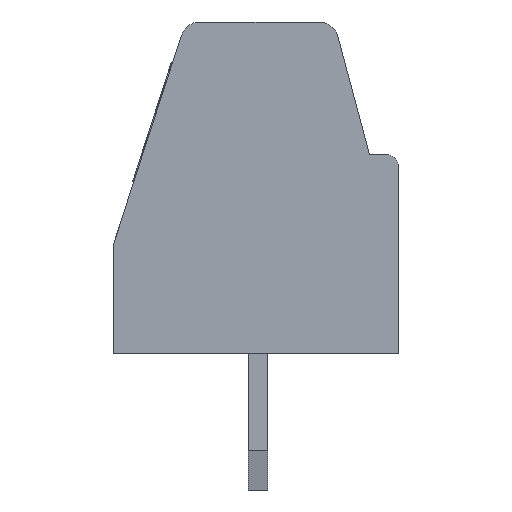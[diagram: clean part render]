
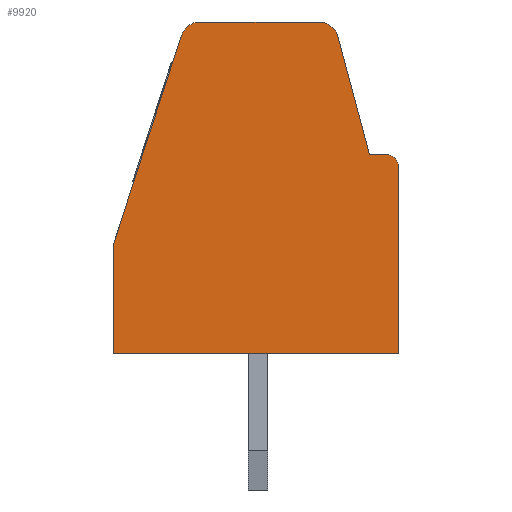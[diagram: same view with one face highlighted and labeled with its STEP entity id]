
A CAD part, left-side view. The second image highlights one B-rep face of the part: STEP entity #9920.
In plain terms, the highlighted face is planar.
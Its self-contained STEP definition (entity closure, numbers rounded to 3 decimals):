
#9020=CARTESIAN_POINT('',(0.,0.,-11.));
#9030=DIRECTION('',(0.,0.,1.));
#9040=DIRECTION('',(1.,0.,0.));
#9050=AXIS2_PLACEMENT_3D('',#9020,#9030,#9040);
#9060=PLANE('',#9050);
#9070=CARTESIAN_POINT('',(42.452,39.878,-11.));
#9080=DIRECTION('',(0.,0.,1.));
#9090=DIRECTION('',(1.,0.,0.));
#9100=AXIS2_PLACEMENT_3D('',#9070,#9080,#9090);
#9110=CIRCLE('',#9100,0.3);
#9120=CARTESIAN_POINT('',(42.452,40.178,-11.));
#9130=VERTEX_POINT('',#9120);
#9140=CARTESIAN_POINT('',(42.152,39.878,-11.));
#9150=VERTEX_POINT('',#9140);
#9160=EDGE_CURVE('',#9130,#9150,#9110,.T.);
#9170=ORIENTED_EDGE('',*,*,#9160,.F.);
#9180=CARTESIAN_POINT('',(42.152,0.,-11.));
#9190=DIRECTION('',(0.,1.,0.));
#9200=VECTOR('',#9190,1.);
#9210=LINE('',#9180,#9200);
#9220=CARTESIAN_POINT('',(42.152,35.078,-11.));
#9230=VERTEX_POINT('',#9220);
#9240=EDGE_CURVE('',#9230,#9150,#9210,.T.);
#9250=ORIENTED_EDGE('',*,*,#9240,.T.);
#9260=CARTESIAN_POINT('',(0.,35.078,-11.));
#9270=DIRECTION('',(1.,0.,0.));
#9280=VECTOR('',#9270,1.);
#9290=LINE('',#9260,#9280);
#9300=CARTESIAN_POINT('',(49.452,35.078,-11.));
#9310=VERTEX_POINT('',#9300);
#9320=EDGE_CURVE('',#9230,#9310,#9290,.T.);
#9330=ORIENTED_EDGE('',*,*,#9320,.F.);
#9340=CARTESIAN_POINT('',(49.452,0.,-11.));
#9350=DIRECTION('',(0.,-1.,0.));
#9360=VECTOR('',#9350,1.);
#9370=LINE('',#9340,#9360);
#9380=CARTESIAN_POINT('',(49.452,37.884,-11.));
#9390=VERTEX_POINT('',#9380);
#9400=EDGE_CURVE('',#9390,#9310,#9370,.T.);
#9410=ORIENTED_EDGE('',*,*,#9400,.T.);
#9420=CARTESIAN_POINT('',(61.761,0.,-11.));
#9430=DIRECTION('',(-0.309,0.951,0.));
#9440=VECTOR('',#9430,1.);
#9450=LINE('',#9420,#9440);
#9460=CARTESIAN_POINT('',(47.714,43.232,-11.));
#9470=VERTEX_POINT('',#9460);
#9480=EDGE_CURVE('',#9390,#9470,#9450,.T.);
#9490=ORIENTED_EDGE('',*,*,#9480,.F.);
#9500=CARTESIAN_POINT('',(47.239,43.078,-11.));
#9510=DIRECTION('',(0.,0.,1.));
#9520=DIRECTION('',(1.,0.,0.));
#9530=AXIS2_PLACEMENT_3D('',#9500,#9510,#9520);
#9540=CIRCLE('',#9530,0.5);
#9550=CARTESIAN_POINT('',(47.239,43.578,-11.));
#9560=VERTEX_POINT('',#9550);
#9570=EDGE_CURVE('',#9470,#9560,#9540,.T.);
#9580=ORIENTED_EDGE('',*,*,#9570,.F.);
#9590=CARTESIAN_POINT('',(0.,43.578,-11.));
#9600=DIRECTION('',(1.,0.,0.));
#9610=VECTOR('',#9600,1.);
#9620=LINE('',#9590,#9610);
#9630=CARTESIAN_POINT('',(44.186,43.578,-11.));
#9640=VERTEX_POINT('',#9630);
#9650=EDGE_CURVE('',#9640,#9560,#9620,.T.);
#9660=ORIENTED_EDGE('',*,*,#9650,.T.);
#9670=CARTESIAN_POINT('',(44.186,43.078,-11.));
#9680=DIRECTION('',(0.,0.,1.));
#9690=DIRECTION('',(1.,0.,0.));
#9700=AXIS2_PLACEMENT_3D('',#9670,#9680,#9690);
#9710=CIRCLE('',#9700,0.5);
#9720=CARTESIAN_POINT('',(43.703,43.207,-11.));
#9730=VERTEX_POINT('',#9720);
#9740=EDGE_CURVE('',#9640,#9730,#9710,.T.);
#9750=ORIENTED_EDGE('',*,*,#9740,.F.);
#9760=CARTESIAN_POINT('',(32.125,0.,-11.));
#9770=DIRECTION('',(0.259,0.966,0.));
#9780=VECTOR('',#9770,1.);
#9790=LINE('',#9760,#9780);
#9800=CARTESIAN_POINT('',(42.891,40.178,-11.));
#9810=VERTEX_POINT('',#9800);
#9820=EDGE_CURVE('',#9810,#9730,#9790,.T.);
#9830=ORIENTED_EDGE('',*,*,#9820,.T.);
#9840=CARTESIAN_POINT('',(0.,40.178,-11.));
#9850=DIRECTION('',(1.,0.,0.));
#9860=VECTOR('',#9850,1.);
#9870=LINE('',#9840,#9860);
#9880=EDGE_CURVE('',#9130,#9810,#9870,.T.);
#9890=ORIENTED_EDGE('',*,*,#9880,.T.);
#9900=EDGE_LOOP('',(#9890,#9830,#9750,#9660,#9580,#9490,#9410,#9330,
#9250,#9170));
#9910=FACE_OUTER_BOUND('',#9900,.T.);
#9920=ADVANCED_FACE('',(#9910),#9060,.F.);
